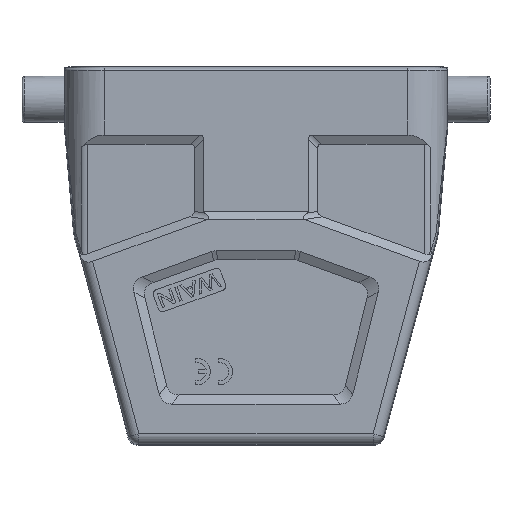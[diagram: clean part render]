
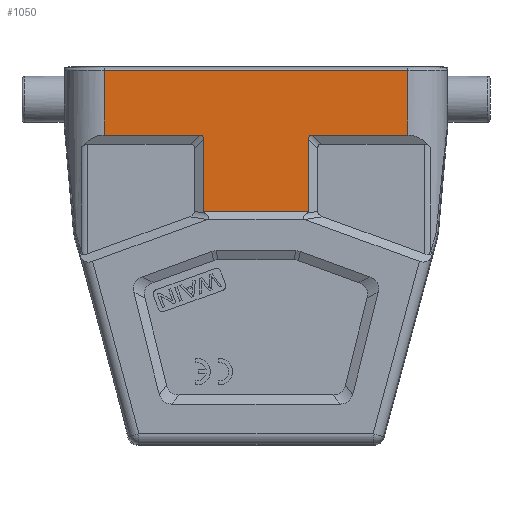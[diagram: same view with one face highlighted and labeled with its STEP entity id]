
A CAD part, front view. The second image highlights one B-rep face of the part: STEP entity #1050.
In plain terms, the highlighted planar face has unit normal (0, -1, 0).
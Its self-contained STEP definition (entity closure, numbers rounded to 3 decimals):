
#459=PLANE('',#8951);
#491=ELLIPSE('',#8306,3.969,1.5);
#492=ELLIPSE('',#8310,3.969,1.5);
#1050=ADVANCED_FACE('',(#1644),#459,.T.);
#1644=FACE_OUTER_BOUND('',#2149,.T.);
#2149=EDGE_LOOP('',(#4653,#4654,#4655,#4656,#4657,#4658,#4659,#4660,#4661,
#4662));
#4653=ORIENTED_EDGE('',*,*,#6662,.T.);
#4654=ORIENTED_EDGE('',*,*,#5831,.T.);
#4655=ORIENTED_EDGE('',*,*,#5828,.T.);
#4656=ORIENTED_EDGE('',*,*,#5823,.T.);
#4657=ORIENTED_EDGE('',*,*,#6676,.F.);
#4658=ORIENTED_EDGE('',*,*,#5821,.T.);
#4659=ORIENTED_EDGE('',*,*,#5818,.T.);
#4660=ORIENTED_EDGE('',*,*,#6709,.T.);
#4661=ORIENTED_EDGE('',*,*,#6711,.T.);
#4662=ORIENTED_EDGE('',*,*,#6712,.T.);
#5012=VERTEX_POINT('',#11817);
#5013=VERTEX_POINT('',#11819);
#5015=VERTEX_POINT('',#11825);
#5016=VERTEX_POINT('',#11829);
#5017=VERTEX_POINT('',#11830);
#5021=VERTEX_POINT('',#11840);
#5023=VERTEX_POINT('',#11846);
#5543=VERTEX_POINT('',#14844);
#5572=VERTEX_POINT('',#15020);
#5573=VERTEX_POINT('',#15024);
#5818=EDGE_CURVE('',#5013,#5012,#491,.T.);
#5821=EDGE_CURVE('',#5015,#5013,#6942,.T.);
#5823=EDGE_CURVE('',#5016,#5017,#6944,.T.);
#5828=EDGE_CURVE('',#5021,#5016,#492,.T.);
#5831=EDGE_CURVE('',#5023,#5021,#6950,.T.);
#6662=EDGE_CURVE('',#5543,#5023,#7421,.T.);
#6676=EDGE_CURVE('',#5015,#5017,#7425,.T.);
#6709=EDGE_CURVE('',#5012,#5572,#7442,.T.);
#6711=EDGE_CURVE('',#5572,#5573,#7443,.T.);
#6712=EDGE_CURVE('',#5573,#5543,#7444,.T.);
#6942=LINE('',#11824,#7651);
#6944=LINE('',#11828,#7653);
#6950=LINE('',#11845,#7659);
#7421=LINE('',#14879,#8130);
#7425=LINE('',#14939,#8134);
#7442=LINE('',#15019,#8151);
#7443=LINE('',#15023,#8152);
#7444=LINE('',#15025,#8153);
#7651=VECTOR('',#9423,1.);
#7653=VECTOR('',#9427,1.);
#7659=VECTOR('',#9441,1.);
#8130=VECTOR('',#11108,1.);
#8134=VECTOR('',#11136,1.);
#8151=VECTOR('',#11205,1.);
#8152=VECTOR('',#11210,1.);
#8153=VECTOR('',#11211,1.);
#8306=AXIS2_PLACEMENT_3D('',#11818,#9417,#9418);
#8310=AXIS2_PLACEMENT_3D('',#11839,#9434,#9435);
#8951=AXIS2_PLACEMENT_3D('',#15026,#11212,#11213);
#9417=DIRECTION('',(0.,1.,0.));
#9418=DIRECTION('',(-0.707,0.,0.707));
#9423=DIRECTION('',(0.,0.,1.));
#9427=DIRECTION('',(0.,0.,-1.));
#9434=DIRECTION('',(0.,1.,0.));
#9435=DIRECTION('',(0.707,0.,0.707));
#9441=DIRECTION('',(1.,0.,0.));
#11108=DIRECTION('',(0.,0.,-1.));
#11136=DIRECTION('',(-1.,0.,0.));
#11205=DIRECTION('',(1.,0.,0.));
#11210=DIRECTION('',(0.,0.,1.));
#11211=DIRECTION('',(-1.,0.,0.));
#11212=DIRECTION('',(0.,-1.,0.));
#11213=DIRECTION('',(1.,0.,0.));
#11817=CARTESIAN_POINT('',(10.75,-21.5,-13.));
#11818=CARTESIAN_POINT('',(13.,-21.5,-16.));
#11819=CARTESIAN_POINT('',(10.,-21.5,-13.75));
#11824=CARTESIAN_POINT('',(10.,-21.5,0.));
#11825=CARTESIAN_POINT('',(10.,-21.5,-27.456));
#11828=CARTESIAN_POINT('',(-10.,-21.5,0.));
#11829=CARTESIAN_POINT('',(-10.,-21.5,-13.75));
#11830=CARTESIAN_POINT('',(-10.,-21.5,-27.456));
#11839=CARTESIAN_POINT('',(-13.,-21.5,-16.));
#11840=CARTESIAN_POINT('',(-10.75,-21.5,-13.));
#11845=CARTESIAN_POINT('',(0.,-21.5,-13.));
#11846=CARTESIAN_POINT('',(-28.878,-21.5,-13.));
#14844=CARTESIAN_POINT('',(-28.878,-21.5,-0.783));
#14879=CARTESIAN_POINT('',(-28.878,-21.5,-11.));
#14939=CARTESIAN_POINT('',(0.,-21.5,-27.456));
#15019=CARTESIAN_POINT('',(0.,-21.5,-13.));
#15020=CARTESIAN_POINT('',(28.878,-21.5,-13.));
#15023=CARTESIAN_POINT('',(28.878,-21.5,0.));
#15024=CARTESIAN_POINT('',(28.878,-21.5,-0.783));
#15025=CARTESIAN_POINT('',(36.5,-21.5,-0.783));
#15026=CARTESIAN_POINT('',(0.,-21.5,0.));
